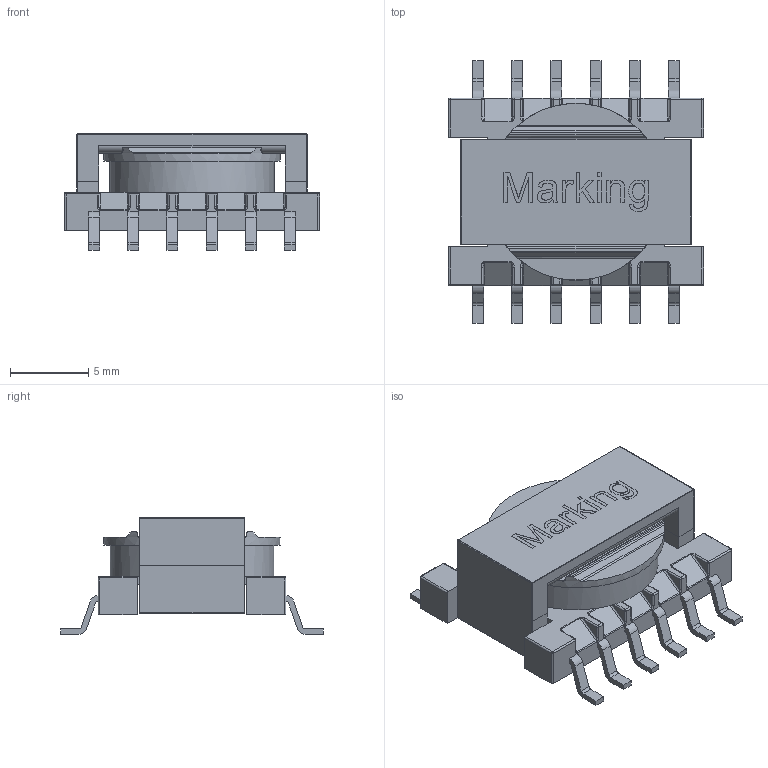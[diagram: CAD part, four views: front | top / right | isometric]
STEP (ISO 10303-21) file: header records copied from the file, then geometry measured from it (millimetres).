
FILE_DESCRIPTION( ( 'Unknown' ), '1' );
FILE_NAME( '7491962xx.stp', 'Unknown', ( 'Unknown' ), ( 'Unknown' ), 'PSStep 19.0.9', 'Unknown', ' ' );
FILE_SCHEMA( ( 'AUTOMOTIVE_DESIGN { 1 0 10303 214 1 1 1 1 }' ) );
Length unit declared in the file: millimetre
Products named in the file (4): Assem1; ER 14.5_6; bobbin; tape
Assembly tree (4 placements, depth 2):
  Assem1
    ER 14.5_6  x2
    bobbin
    tape
Bounding box: 16.3 x 16.8 x 7.45 mm (x, y, z)
Volume: 778.7 mm3; surface area: 1943.3 mm2
Topology: 4 solids, 4 shells, 486 faces, 1221 edges, 744 vertices
Faces by surface type: plane 237, cylinder 169, bspline 40, sphere 24, extrusion 16
Full cylindrical faces by diameter (mm): 4.8 x2, 5 x1, 10.5 x1, 11.3 x1
Entity records: 20282 total; most frequent: CARTESIAN_POINT 5461, ORIENTED_EDGE 2310, DIRECTION 2251, EDGE_CURVE 1155, AXIS2_PLACEMENT_3D 799, VERTEX_POINT 718, VECTOR 653, LINE 637
